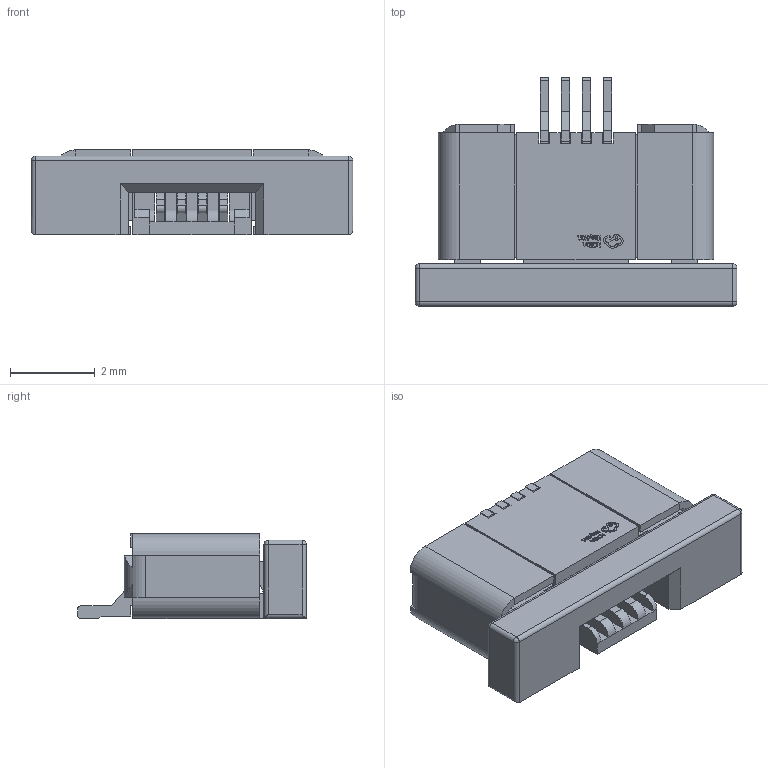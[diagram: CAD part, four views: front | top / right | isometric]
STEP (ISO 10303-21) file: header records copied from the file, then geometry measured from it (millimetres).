
FILE_DESCRIPTION (( 'STEP AP214' ), '1' );
FILE_NAME ('FPC-SMD_L7.6-W5.4-H2.0-AFC07-S04FCC-00.step', '2022-07-06T15:51:41', ( '' ), ( '' ), 'SwSTEP 2.0', 'SolidWorks 2020', '' );
FILE_SCHEMA (( 'AUTOMOTIVE_DESIGN' ));
Length unit declared in the file: millimetre
Products named in the file (1): FPC-SMD_L7.6-W5.4-H2.0-AFC07-S04FCC-00
Bounding box: 7.6 x 5.4 x 2.01 mm (x, y, z)
Volume: 40.6 mm3; surface area: 278.3 mm2
Topology: 6 solids, 6 shells, 660 faces, 1808 edges, 1178 vertices
Faces by surface type: plane 483, bspline 110, cylinder 63, sphere 4
Entity records: 29209 total; most frequent: CARTESIAN_POINT 5861, ORIENTED_EDGE 3608, DIRECTION 2784, EDGE_CURVE 1804, LINE 1454, VECTOR 1454, VERTEX_POINT 1178, EDGE_LOOP 690
